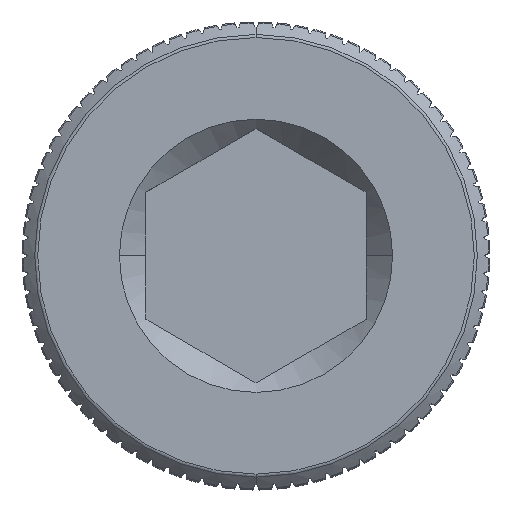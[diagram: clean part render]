
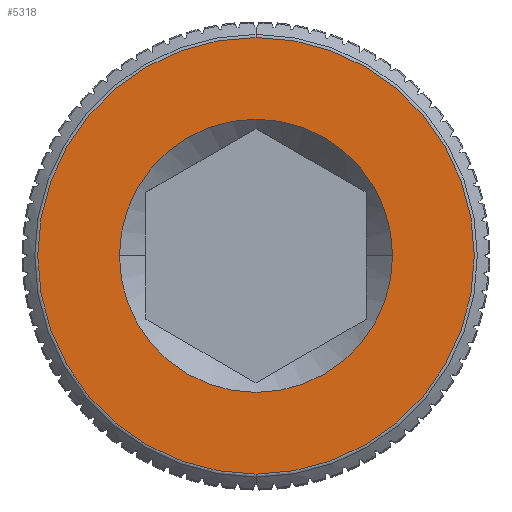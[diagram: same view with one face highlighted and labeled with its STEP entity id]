
A CAD part, top view. The second image highlights one B-rep face of the part: STEP entity #5318.
In plain terms, the highlighted planar face has unit normal (0, 0, 1).
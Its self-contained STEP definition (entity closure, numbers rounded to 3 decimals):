
#33 = EDGE_CURVE ( 'NONE', #19167, #14267, #10855, .T. ) ;
#160 = CARTESIAN_POINT ( 'NONE',  ( 0., 0., 27.5 ) ) ;
#350 = DIRECTION ( 'NONE',  ( 0., 0., 1. ) ) ;
#1134 = CIRCLE ( 'NONE', #22207, 2.483 ) ;
#1685 = EDGE_CURVE ( 'NONE', #10099, #21670, #1134, .T. ) ;
#1746 = ORIENTED_EDGE ( 'NONE', *, *, #1685, .F. ) ;
#4199 = FACE_BOUND ( 'NONE', #4231, .T. ) ;
#4218 = AXIS2_PLACEMENT_3D ( 'NONE', #10351, #13782, #14103 ) ;
#4231 = EDGE_LOOP ( 'NONE', ( #11172, #1746 ) ) ;
#4234 = CARTESIAN_POINT ( 'NONE',  ( -2.483, 0., 27.5 ) ) ;
#5318 = ADVANCED_FACE ( 'NONE', ( #4199, #10224 ), #21089, .T. ) ;
#7781 = CARTESIAN_POINT ( 'NONE',  ( 0., 0., 27.5 ) ) ;
#8812 = EDGE_CURVE ( 'NONE', #21670, #10099, #12460, .T. ) ;
#10099 = VERTEX_POINT ( 'NONE', #4234 ) ;
#10224 = FACE_OUTER_BOUND ( 'NONE', #14970, .T. ) ;
#10351 = CARTESIAN_POINT ( 'NONE',  ( 0., 0., 27.5 ) ) ;
#10855 = CIRCLE ( 'NONE', #17495, 3.968 ) ;
#11172 = ORIENTED_EDGE ( 'NONE', *, *, #8812, .F. ) ;
#11548 = DIRECTION ( 'NONE',  ( 0., 1., 0. ) ) ;
#11775 = CIRCLE ( 'NONE', #15074, 3.968 ) ;
#12460 = CIRCLE ( 'NONE', #20151, 2.483 ) ;
#12893 = DIRECTION ( 'NONE',  ( 0., 0., 1. ) ) ;
#13138 = DIRECTION ( 'NONE',  ( 1., 0., 0. ) ) ;
#13512 = CARTESIAN_POINT ( 'NONE',  ( 0., 3.968, 27.5 ) ) ;
#13782 = DIRECTION ( 'NONE',  ( 0., 0., 1. ) ) ;
#14103 = DIRECTION ( 'NONE',  ( 0., -1., 0. ) ) ;
#14267 = VERTEX_POINT ( 'NONE', #22775 ) ;
#14970 = EDGE_LOOP ( 'NONE', ( #16466, #19081 ) ) ;
#15074 = AXIS2_PLACEMENT_3D ( 'NONE', #19477, #21611, #17734 ) ;
#16466 = ORIENTED_EDGE ( 'NONE', *, *, #33, .F. ) ;
#16549 = DIRECTION ( 'NONE',  ( 1., 0., 0. ) ) ;
#16556 = CARTESIAN_POINT ( 'NONE',  ( 2.483, 0., 27.5 ) ) ;
#17383 = EDGE_CURVE ( 'NONE', #14267, #19167, #11775, .T. ) ;
#17495 = AXIS2_PLACEMENT_3D ( 'NONE', #7781, #20630, #11548 ) ;
#17734 = DIRECTION ( 'NONE',  ( 0., 1., 0. ) ) ;
#19081 = ORIENTED_EDGE ( 'NONE', *, *, #17383, .F. ) ;
#19167 = VERTEX_POINT ( 'NONE', #13512 ) ;
#19477 = CARTESIAN_POINT ( 'NONE',  ( 0., 0., 27.5 ) ) ;
#20151 = AXIS2_PLACEMENT_3D ( 'NONE', #22200, #350, #13138 ) ;
#20630 = DIRECTION ( 'NONE',  ( 0., 0., -1. ) ) ;
#21089 = PLANE ( 'NONE',  #4218 ) ;
#21611 = DIRECTION ( 'NONE',  ( 0., 0., -1. ) ) ;
#21670 = VERTEX_POINT ( 'NONE', #16556 ) ;
#22200 = CARTESIAN_POINT ( 'NONE',  ( 0., 0., 27.5 ) ) ;
#22207 = AXIS2_PLACEMENT_3D ( 'NONE', #160, #12893, #16549 ) ;
#22775 = CARTESIAN_POINT ( 'NONE',  ( 0., -3.968, 27.5 ) ) ;
